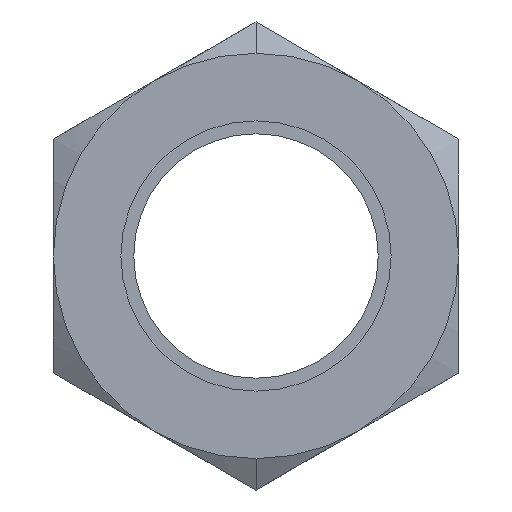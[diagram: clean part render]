
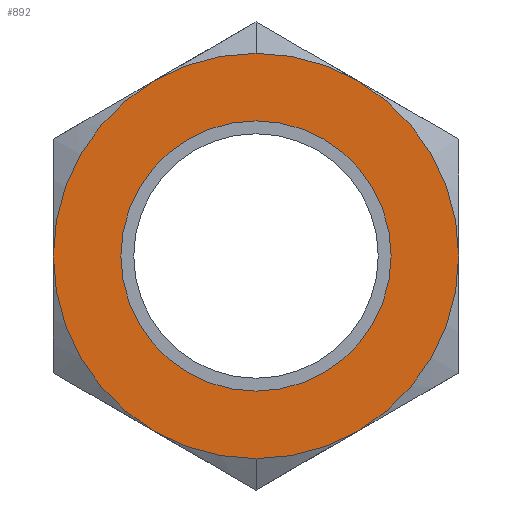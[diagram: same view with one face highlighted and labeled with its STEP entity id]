
A CAD part, left-side view. The second image highlights one B-rep face of the part: STEP entity #892.
In plain terms, the highlighted planar face has unit normal (-1, 0, 0).
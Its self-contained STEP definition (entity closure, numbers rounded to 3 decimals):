
#100 = CIRCLE ( 'NONE', #6988, 38.1 ) ;
#123 = AXIS2_PLACEMENT_3D ( 'NONE', #2959, #801, #3793 ) ;
#167 = EDGE_CURVE ( 'NONE', #3074, #2393, #7955, .T. ) ;
#478 = CARTESIAN_POINT ( 'NONE',  ( 0., 0., -38.1 ) ) ;
#792 = DIRECTION ( 'NONE',  ( 1., 0., 0. ) ) ;
#801 = DIRECTION ( 'NONE',  ( -1., 0., 0. ) ) ;
#849 = FACE_OUTER_BOUND ( 'NONE', #5824, .T. ) ;
#892 = ADVANCED_FACE ( 'NONE', ( #2366, #849 ), #5996, .T. ) ;
#1478 = CIRCLE ( 'NONE', #7756, 38.1 ) ;
#1507 = CARTESIAN_POINT ( 'NONE',  ( 0., 0., 0. ) ) ;
#1850 = ORIENTED_EDGE ( 'NONE', *, *, #9444, .F. ) ;
#2224 = DIRECTION ( 'NONE',  ( 1., 0., 0. ) ) ;
#2366 = FACE_BOUND ( 'NONE', #7177, .T. ) ;
#2393 = VERTEX_POINT ( 'NONE', #5343 ) ;
#2448 = DIRECTION ( 'NONE',  ( 0., 0., 1. ) ) ;
#2959 = CARTESIAN_POINT ( 'NONE',  ( 0., 0., 19.05 ) ) ;
#3074 = VERTEX_POINT ( 'NONE', #6368 ) ;
#3321 = ORIENTED_EDGE ( 'NONE', *, *, #4801, .F. ) ;
#3768 = DIRECTION ( 'NONE',  ( 1., 0., 0. ) ) ;
#3793 = DIRECTION ( 'NONE',  ( 0., 0., 1. ) ) ;
#4208 = EDGE_CURVE ( 'NONE', #2393, #3074, #5330, .T. ) ;
#4793 = VERTEX_POINT ( 'NONE', #4827 ) ;
#4801 = EDGE_CURVE ( 'NONE', #6405, #4793, #100, .T. ) ;
#4827 = CARTESIAN_POINT ( 'NONE',  ( 0., 0., 38.1 ) ) ;
#4972 = ORIENTED_EDGE ( 'NONE', *, *, #4208, .T. ) ;
#5330 = CIRCLE ( 'NONE', #7356, 25.4 ) ;
#5343 = CARTESIAN_POINT ( 'NONE',  ( 0., 0., -25.4 ) ) ;
#5824 = EDGE_LOOP ( 'NONE', ( #1850, #3321 ) ) ;
#5914 = DIRECTION ( 'NONE',  ( 0., 0., -1. ) ) ;
#5996 = PLANE ( 'NONE',  #123 ) ;
#6258 = DIRECTION ( 'NONE',  ( 1., 0., 0. ) ) ;
#6368 = CARTESIAN_POINT ( 'NONE',  ( 0., 0., 25.4 ) ) ;
#6405 = VERTEX_POINT ( 'NONE', #478 ) ;
#6751 = DIRECTION ( 'NONE',  ( 0., 0., -1. ) ) ;
#6938 = CARTESIAN_POINT ( 'NONE',  ( 0., 0., 0. ) ) ;
#6957 = CARTESIAN_POINT ( 'NONE',  ( 0., 0., 0. ) ) ;
#6988 = AXIS2_PLACEMENT_3D ( 'NONE', #1507, #3768, #6751 ) ;
#7035 = DIRECTION ( 'NONE',  ( 0., 0., 1. ) ) ;
#7177 = EDGE_LOOP ( 'NONE', ( #4972, #9177 ) ) ;
#7356 = AXIS2_PLACEMENT_3D ( 'NONE', #7528, #2224, #5914 ) ;
#7528 = CARTESIAN_POINT ( 'NONE',  ( 0., 0., 0. ) ) ;
#7756 = AXIS2_PLACEMENT_3D ( 'NONE', #6938, #6258, #7035 ) ;
#7807 = AXIS2_PLACEMENT_3D ( 'NONE', #6957, #792, #2448 ) ;
#7955 = CIRCLE ( 'NONE', #7807, 25.4 ) ;
#9177 = ORIENTED_EDGE ( 'NONE', *, *, #167, .T. ) ;
#9444 = EDGE_CURVE ( 'NONE', #4793, #6405, #1478, .T. ) ;
